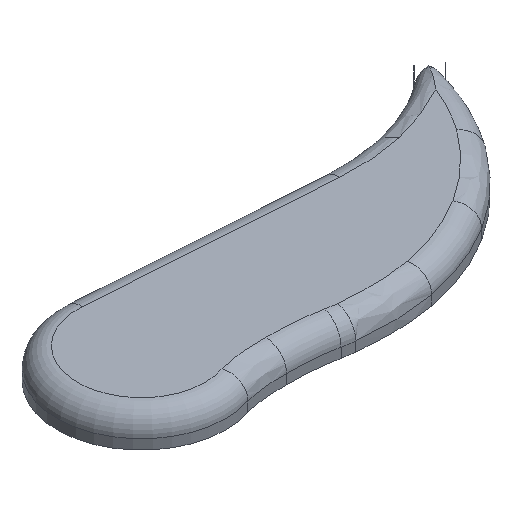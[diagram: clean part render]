
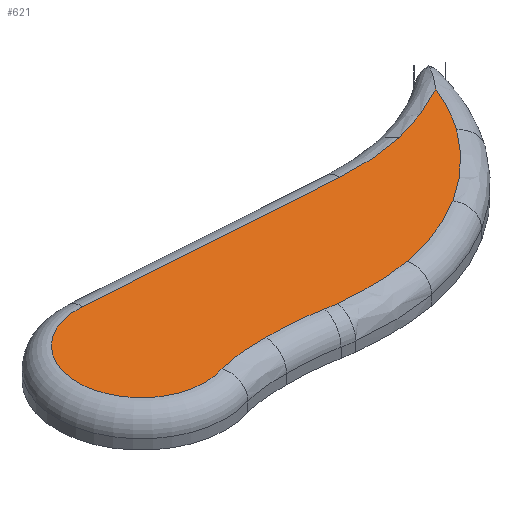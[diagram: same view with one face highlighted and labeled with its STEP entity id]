
A CAD part, isometric view. The second image highlights one B-rep face of the part: STEP entity #621.
In plain terms, the highlighted planar face has unit normal (0, 0, 1).
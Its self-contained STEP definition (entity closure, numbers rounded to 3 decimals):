
#36=B_SPLINE_CURVE_WITH_KNOTS('',3,(#939,#940,#941,#942,#943),
 .UNSPECIFIED.,.F.,.F.,(4,1,4),(-3.004,-1.72,-0.018),
 .UNSPECIFIED.);
#37=B_SPLINE_CURVE_WITH_KNOTS('',3,(#947,#948,#949,#950,#951),
 .UNSPECIFIED.,.F.,.F.,(4,1,4),(-3.625,-1.555,-0.003),
 .UNSPECIFIED.);
#38=B_SPLINE_CURVE_WITH_KNOTS('',3,(#960,#961,#962,#963,#964,#965,#966,
#967,#968),.UNSPECIFIED.,.F.,.F.,(4,1,1,1,2,4),(-2.016,-1.165,
-1.117,-0.874,0.,0.032),
 .UNSPECIFIED.);
#79=PLANE('',#688);
#96=FACE_OUTER_BOUND('',#141,.T.);
#141=EDGE_LOOP('',(#441,#442,#443,#444,#445,#446,#447,#448,#449,#450));
#178=LINE('',#957,#200);
#200=VECTOR('',#799,10.);
#228=CIRCLE('',#689,108.636);
#229=CIRCLE('',#690,91.364);
#230=CIRCLE('',#691,91.364);
#231=CIRCLE('',#692,91.364);
#232=CIRCLE('',#693,90.805);
#233=CIRCLE('',#694,26.364);
#264=VERTEX_POINT('',#933);
#265=VERTEX_POINT('',#934);
#266=VERTEX_POINT('',#936);
#267=VERTEX_POINT('',#938);
#268=VERTEX_POINT('',#944);
#269=VERTEX_POINT('',#946);
#270=VERTEX_POINT('',#952);
#271=VERTEX_POINT('',#954);
#272=VERTEX_POINT('',#956);
#273=VERTEX_POINT('',#958);
#331=EDGE_CURVE('',#264,#265,#228,.T.);
#332=EDGE_CURVE('',#266,#264,#229,.T.);
#333=EDGE_CURVE('',#267,#266,#36,.T.);
#334=EDGE_CURVE('',#268,#267,#230,.T.);
#335=EDGE_CURVE('',#269,#268,#37,.T.);
#336=EDGE_CURVE('',#270,#269,#231,.T.);
#337=EDGE_CURVE('',#271,#270,#232,.T.);
#338=EDGE_CURVE('',#272,#271,#178,.T.);
#339=EDGE_CURVE('',#273,#272,#233,.T.);
#340=EDGE_CURVE('',#265,#273,#38,.T.);
#441=ORIENTED_EDGE('',*,*,#331,.F.);
#442=ORIENTED_EDGE('',*,*,#332,.F.);
#443=ORIENTED_EDGE('',*,*,#333,.F.);
#444=ORIENTED_EDGE('',*,*,#334,.F.);
#445=ORIENTED_EDGE('',*,*,#335,.F.);
#446=ORIENTED_EDGE('',*,*,#336,.F.);
#447=ORIENTED_EDGE('',*,*,#337,.F.);
#448=ORIENTED_EDGE('',*,*,#338,.F.);
#449=ORIENTED_EDGE('',*,*,#339,.F.);
#450=ORIENTED_EDGE('',*,*,#340,.F.);
#621=ADVANCED_FACE('',(#96),#79,.F.);
#688=AXIS2_PLACEMENT_3D('',#932,#787,#788);
#689=AXIS2_PLACEMENT_3D('',#935,#789,#790);
#690=AXIS2_PLACEMENT_3D('',#937,#791,#792);
#691=AXIS2_PLACEMENT_3D('',#945,#793,#794);
#692=AXIS2_PLACEMENT_3D('',#953,#795,#796);
#693=AXIS2_PLACEMENT_3D('',#955,#797,#798);
#694=AXIS2_PLACEMENT_3D('',#959,#800,#801);
#787=DIRECTION('center_axis',(0.,0.,-1.));
#788=DIRECTION('ref_axis',(1.,0.,0.));
#789=DIRECTION('center_axis',(0.,0.,1.));
#790=DIRECTION('ref_axis',(0.084,0.996,0.));
#791=DIRECTION('center_axis',(0.,0.,-1.));
#792=DIRECTION('ref_axis',(-0.162,-0.987,0.));
#793=DIRECTION('center_axis',(0.,0.,-1.));
#794=DIRECTION('ref_axis',(0.365,-0.931,0.));
#795=DIRECTION('center_axis',(0.,0.,-1.));
#796=DIRECTION('ref_axis',(0.904,-0.427,0.));
#797=DIRECTION('center_axis',(0.,0.,1.));
#798=DIRECTION('ref_axis',(0.281,-0.96,0.));
#799=DIRECTION('',(0.998,-0.07,0.));
#800=DIRECTION('center_axis',(0.,0.,-1.));
#801=DIRECTION('ref_axis',(-0.992,-0.123,0.));
#932=CARTESIAN_POINT('Origin',(100.,40.,12.7));
#933=CARTESIAN_POINT('',(86.191,10.261,12.7));
#934=CARTESIAN_POINT('',(63.79,12.176,12.7));
#935=CARTESIAN_POINT('Origin',(65.79,-96.442,12.7));
#936=CARTESIAN_POINT('',(90.793,9.503,12.7));
#937=CARTESIAN_POINT('Origin',(103.348,100.,12.7));
#938=CARTESIAN_POINT('',(120.55,10.27,12.7));
#939=CARTESIAN_POINT('Ctrl Pts',(120.55,10.27,12.7));
#940=CARTESIAN_POINT('Ctrl Pts',(116.337,9.512,12.7));
#941=CARTESIAN_POINT('Ctrl Pts',(106.408,8.479,12.7));
#942=CARTESIAN_POINT('Ctrl Pts',(96.442,8.972,12.7));
#943=CARTESIAN_POINT('Ctrl Pts',(90.793,9.503,12.7));
#944=CARTESIAN_POINT('',(151.682,22.468,12.7));
#945=CARTESIAN_POINT('Origin',(103.348,100.,12.7));
#946=CARTESIAN_POINT('',(177.886,47.164,12.7));
#947=CARTESIAN_POINT('Ctrl Pts',(177.886,47.164,12.7));
#948=CARTESIAN_POINT('Ctrl Pts',(173.839,41.576,12.7));
#949=CARTESIAN_POINT('Ctrl Pts',(165.686,32.578,12.7));
#950=CARTESIAN_POINT('Ctrl Pts',(156.05,25.24,12.7));
#951=CARTESIAN_POINT('Ctrl Pts',(151.682,22.468,12.7));
#952=CARTESIAN_POINT('',(188.235,66.213,12.7));
#953=CARTESIAN_POINT('Origin',(103.348,100.,12.7));
#954=CARTESIAN_POINT('',(136.595,54.324,12.7));
#955=CARTESIAN_POINT('Origin',(142.93,144.908,12.7));
#956=CARTESIAN_POINT('',(36.839,61.3,12.7));
#957=CARTESIAN_POINT('',(118.885,55.563,12.7));
#958=CARTESIAN_POINT('',(43.494,10.042,12.7));
#959=CARTESIAN_POINT('Origin',(35.,35.,12.7));
#960=CARTESIAN_POINT('Ctrl Pts',(63.79,12.176,12.7));
#961=CARTESIAN_POINT('Ctrl Pts',(60.958,12.266,12.7));
#962=CARTESIAN_POINT('Ctrl Pts',(57.958,12.222,12.7));
#963=CARTESIAN_POINT('Ctrl Pts',(54.165,11.915,12.7));
#964=CARTESIAN_POINT('Ctrl Pts',(50.3,11.519,12.7));
#965=CARTESIAN_POINT('Ctrl Pts',(46.633,10.834,12.7));
#966=CARTESIAN_POINT('Ctrl Pts',(43.704,10.095,12.7));
#967=CARTESIAN_POINT('Ctrl Pts',(43.599,10.068,12.7));
#968=CARTESIAN_POINT('Ctrl Pts',(43.494,10.042,12.7));
